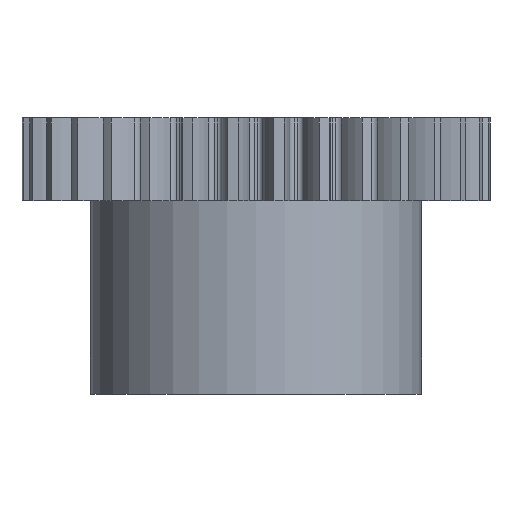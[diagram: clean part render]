
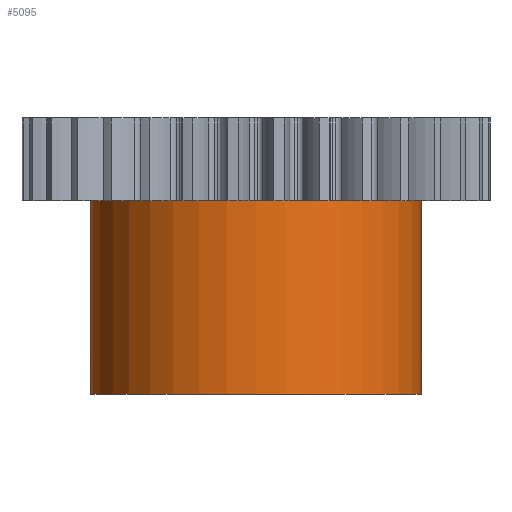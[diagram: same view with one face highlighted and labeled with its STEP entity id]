
A CAD part, front view. The second image highlights one B-rep face of the part: STEP entity #5095.
In plain terms, the highlighted cylindrical face has radius 6 mm (diameter 12 mm), a partial arc.
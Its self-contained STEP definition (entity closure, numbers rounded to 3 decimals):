
#750 = DIRECTION ( 'NONE',  ( 1., 0., 0. ) ) ;
#751 = DIRECTION ( 'NONE',  ( 0., 0., 1. ) ) ;
#752 = CARTESIAN_POINT ( 'NONE',  ( 0., 0., -7. ) ) ;
#753 = AXIS2_PLACEMENT_3D ( 'NONE', #752, #751, #750 ) ;
#790 = CIRCLE ( 'NONE', #753, 6. ) ;
#908 = DIRECTION ( 'NONE',  ( 1., 0., 0. ) ) ;
#909 = DIRECTION ( 'NONE',  ( 0., 0., 1. ) ) ;
#918 = CARTESIAN_POINT ( 'NONE',  ( 0., 0., -7. ) ) ;
#919 = FACE_OUTER_BOUND ( 'NONE', #5122, .T. ) ;
#922 = AXIS2_PLACEMENT_3D ( 'NONE', #918, #909, #908 ) ;
#933 = CYLINDRICAL_SURFACE ( 'NONE', #922, 6. ) ;
#1706 = CARTESIAN_POINT ( 'NONE',  ( 6., 0., 0. ) ) ;
#1731 = CARTESIAN_POINT ( 'NONE',  ( -6., 0., 0. ) ) ;
#1996 = CARTESIAN_POINT ( 'NONE',  ( 6., 0., -7. ) ) ;
#2036 = DIRECTION ( 'NONE',  ( 0., 0., 1. ) ) ;
#2037 = VECTOR ( 'NONE', #2036, 1000. ) ;
#2041 = LINE ( 'NONE', #2045, #2037 ) ;
#2042 = DIRECTION ( 'NONE',  ( 0., 0., 1. ) ) ;
#2043 = CARTESIAN_POINT ( 'NONE',  ( 6., 0., -7. ) ) ;
#2045 = CARTESIAN_POINT ( 'NONE',  ( -6., 0., -7. ) ) ;
#2046 = VECTOR ( 'NONE', #2042, 1000. ) ;
#2048 = CARTESIAN_POINT ( 'NONE',  ( -6., 0., -7. ) ) ;
#2052 = LINE ( 'NONE', #2043, #2046 ) ;
#2183 = DIRECTION ( 'NONE',  ( 1., 0., 0. ) ) ;
#2184 = DIRECTION ( 'NONE',  ( 0., 0., 1. ) ) ;
#2185 = AXIS2_PLACEMENT_3D ( 'NONE', #2192, #2184, #2183 ) ;
#2192 = CARTESIAN_POINT ( 'NONE',  ( 0., 0., 0. ) ) ;
#2196 = CIRCLE ( 'NONE', #2185, 6. ) ;
#5095 = ADVANCED_FACE ( 'NONE', ( #919 ), #933, .T. ) ;
#5096 = EDGE_CURVE ( 'NONE', #5697, #5749, #790, .T. ) ;
#5097 = ORIENTED_EDGE ( 'NONE', *, *, #5822, .F. ) ;
#5098 = ORIENTED_EDGE ( 'NONE', *, *, #5706, .T. ) ;
#5116 = ORIENTED_EDGE ( 'NONE', *, *, #5096, .T. ) ;
#5120 = ORIENTED_EDGE ( 'NONE', *, *, #5701, .F. ) ;
#5122 = EDGE_LOOP ( 'NONE', ( #5120, #5116, #5098, #5097 ) ) ;
#5682 = VERTEX_POINT ( 'NONE', #1731 ) ;
#5691 = VERTEX_POINT ( 'NONE', #1706 ) ;
#5697 = VERTEX_POINT ( 'NONE', #2048 ) ;
#5701 = EDGE_CURVE ( 'NONE', #5697, #5682, #2041, .T. ) ;
#5706 = EDGE_CURVE ( 'NONE', #5749, #5691, #2052, .T. ) ;
#5749 = VERTEX_POINT ( 'NONE', #1996 ) ;
#5822 = EDGE_CURVE ( 'NONE', #5682, #5691, #2196, .T. ) ;
